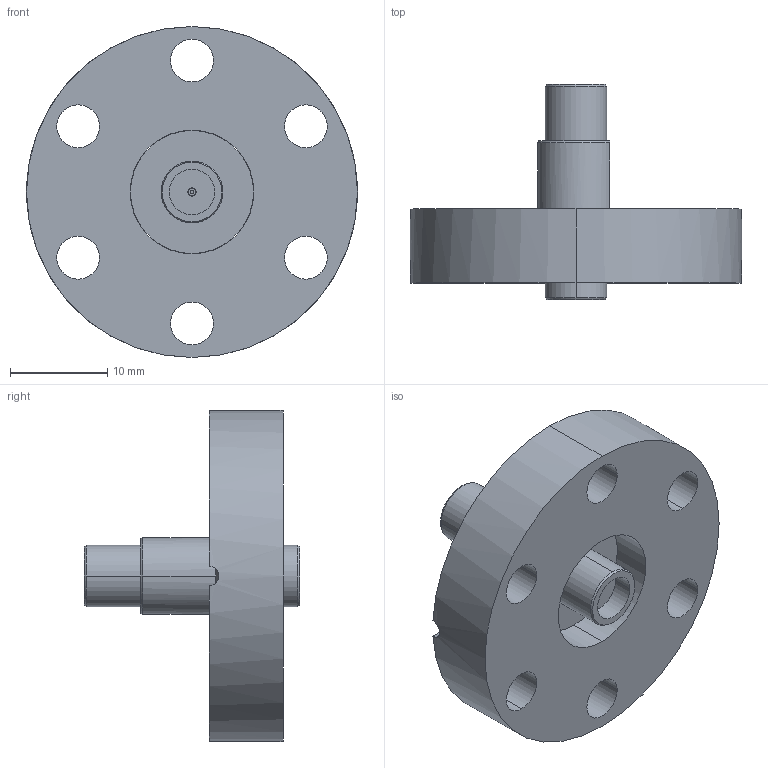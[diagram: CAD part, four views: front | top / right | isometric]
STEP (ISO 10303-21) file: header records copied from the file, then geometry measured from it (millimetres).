
FILE_DESCRIPTION (( 'STEP AP214' ), '1' );
FILE_NAME ('242-SMAD27G-C16.STEP', '2021-12-09T15:58:02', ( '' ), ( '' ), 'SwSTEP 2.0', 'SolidWorks 2017', '' );
FILE_SCHEMA (( 'AUTOMOTIVE_DESIGN' ));
Length unit declared in the file: millimetre
Products named in the file (3): 242-SMAD27G-W; 242-SMAD27G-C16; 9411-CF16-12.7_411-CB16
Assembly tree (2 placements, depth 2):
  242-SMAD27G-C16
    9411-CF16-12.7_411-CB16
    242-SMAD27G-W
Bounding box: 34 x 22.1 x 34 mm (x, y, z)
Volume: 5880.4 mm3; surface area: 4198.3 mm2
Topology: 3 solids, 3 shells, 72 faces, 165 edges, 107 vertices
Faces by surface type: cylinder 42, plane 18, cone 10, torus 2
Entity records: 2750 total; most frequent: CARTESIAN_POINT 419, DIRECTION 415, ORIENTED_EDGE 330, AXIS2_PLACEMENT_3D 179, EDGE_CURVE 165, VERTEX_POINT 107, CIRCLE 102, EDGE_LOOP 96
